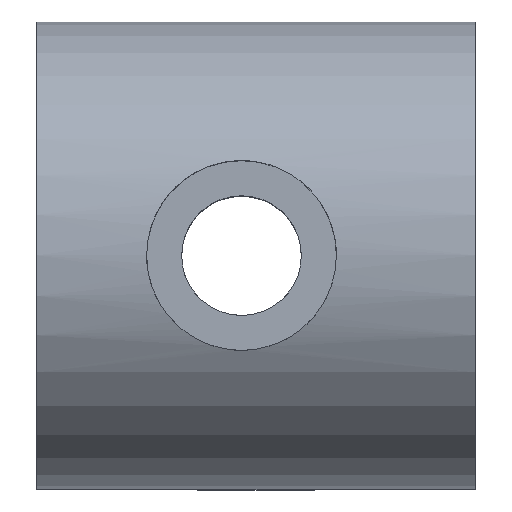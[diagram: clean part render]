
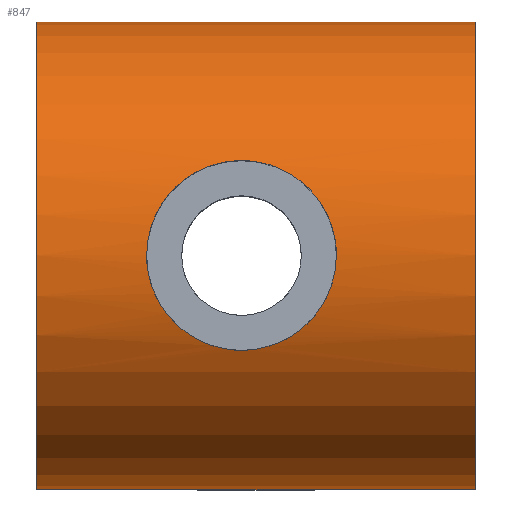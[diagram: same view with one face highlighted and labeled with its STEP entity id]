
A CAD part, top view. The second image highlights one B-rep face of the part: STEP entity #847.
In plain terms, the highlighted cylindrical face has radius 0.5 mm (diameter 1 mm), a partial arc.
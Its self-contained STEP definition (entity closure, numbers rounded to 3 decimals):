
#310=CARTESIAN_POINT('',(0.203,0.0,1.0));
#311=VERTEX_POINT('',#310);
#320=CARTESIAN_POINT('',(-0.203,0.0,1.0));
#321=VERTEX_POINT('',#320);
#322=CARTESIAN_POINT('',(-0.203,0.0,1.0));
#323=CARTESIAN_POINT('',(-0.203,0.026,1.0));
#324=CARTESIAN_POINT('',(-0.198,0.053,0.998));
#325=CARTESIAN_POINT('',(-0.177,0.103,0.99));
#326=CARTESIAN_POINT('',(-0.161,0.126,0.984));
#327=CARTESIAN_POINT('',(-0.126,0.161,0.974));
#328=CARTESIAN_POINT('',(-0.103,0.177,0.968));
#329=CARTESIAN_POINT('',(-0.053,0.198,0.959));
#330=CARTESIAN_POINT('',(-0.026,0.203,0.957));
#331=CARTESIAN_POINT('',(0.0,0.203,0.957));
#332=CARTESIAN_POINT('',(0.026,0.203,0.957));
#333=CARTESIAN_POINT('',(0.053,0.198,0.959));
#334=CARTESIAN_POINT('',(0.103,0.177,0.968));
#335=CARTESIAN_POINT('',(0.126,0.161,0.974));
#336=CARTESIAN_POINT('',(0.161,0.126,0.984));
#337=CARTESIAN_POINT('',(0.177,0.103,0.99));
#338=CARTESIAN_POINT('',(0.198,0.053,0.998));
#339=CARTESIAN_POINT('',(0.203,0.026,1.0));
#340=CARTESIAN_POINT('',(0.203,0.0,1.0));
#341=B_SPLINE_CURVE_WITH_KNOTS('',3,(#322,#323,#324,#325,#326,#327,#328,#329,#330,#331,#332,#333,#334,#335,#336,#337,#338,#339,#340),.UNSPECIFIED.,.F.,.U.,(4,2,2,2,3,2,2,2,4),(0.929,1.007,1.084,1.162,1.239,1.317,1.394,1.472,1.549),.UNSPECIFIED.);
#342=EDGE_CURVE('',#321,#311,#341,.T.);
#396=CARTESIAN_POINT('',(0.203,0.0,1.0));
#397=CARTESIAN_POINT('',(0.203,-0.026,1.0));
#398=CARTESIAN_POINT('',(0.198,-0.053,0.998));
#399=CARTESIAN_POINT('',(0.177,-0.103,0.99));
#400=CARTESIAN_POINT('',(0.161,-0.126,0.984));
#401=CARTESIAN_POINT('',(0.126,-0.161,0.974));
#402=CARTESIAN_POINT('',(0.103,-0.177,0.968));
#403=CARTESIAN_POINT('',(0.053,-0.198,0.959));
#404=CARTESIAN_POINT('',(0.026,-0.203,0.957));
#405=CARTESIAN_POINT('',(-0.026,-0.203,0.957));
#406=CARTESIAN_POINT('',(-0.053,-0.198,0.959));
#407=CARTESIAN_POINT('',(-0.103,-0.177,0.968));
#408=CARTESIAN_POINT('',(-0.126,-0.161,0.974));
#409=CARTESIAN_POINT('',(-0.161,-0.126,0.984));
#410=CARTESIAN_POINT('',(-0.177,-0.103,0.99));
#411=CARTESIAN_POINT('',(-0.198,-0.053,0.998));
#412=CARTESIAN_POINT('',(-0.203,-0.026,1.0));
#413=CARTESIAN_POINT('',(-0.203,0.0,1.0));
#414=B_SPLINE_CURVE_WITH_KNOTS('',3,(#396,#397,#398,#399,#400,#401,#402,#403,#404,#405,#406,#407,#408,#409,#410,#411,#412,#413),.UNSPECIFIED.,.F.,.U.,(4,2,2,2,2,2,2,2,4),(0.31,0.387,0.465,0.542,0.62,0.697,0.775,0.852,0.929),.UNSPECIFIED.);
#415=EDGE_CURVE('',#311,#321,#414,.T.);
#802=CARTESIAN_POINT('',(-0.438,0.0,0.5));
#803=DIRECTION('',(1.0,0.0,0.));
#804=DIRECTION('',(0.,0.707,0.707));
#805=AXIS2_PLACEMENT_3D('',#802,#803,#804);
#806=CYLINDRICAL_SURFACE('',#805,0.5);
#807=CARTESIAN_POINT('',(0.5,-0.5,0.5));
#808=VERTEX_POINT('',#807);
#809=CARTESIAN_POINT('',(0.5,0.5,0.5));
#810=VERTEX_POINT('',#809);
#811=CARTESIAN_POINT('',(0.5,0.0,0.5));
#812=DIRECTION('',(-1.0,0.,0.));
#813=DIRECTION('',(0.,0.707,0.707));
#814=AXIS2_PLACEMENT_3D('',#811,#812,#813);
#815=CIRCLE('',#814,0.5);
#816=EDGE_CURVE('',#808,#810,#815,.T.);
#817=ORIENTED_EDGE('',*,*,#816,.T.);
#818=CARTESIAN_POINT('',(-0.438,0.5,0.5));
#819=VERTEX_POINT('',#818);
#820=CARTESIAN_POINT('',(-0.438,0.5,0.5));
#821=DIRECTION('',(1.0,0.0,0.0));
#822=VECTOR('',#821,0.938);
#823=LINE('',#820,#822);
#824=EDGE_CURVE('',#819,#810,#823,.T.);
#825=ORIENTED_EDGE('',*,*,#824,.F.);
#826=CARTESIAN_POINT('',(-0.438,-0.5,0.5));
#827=VERTEX_POINT('',#826);
#828=CARTESIAN_POINT('',(-0.438,0.0,0.5));
#829=DIRECTION('',(1.0,0.,0.));
#830=DIRECTION('',(0.,0.707,0.707));
#831=AXIS2_PLACEMENT_3D('',#828,#829,#830);
#832=CIRCLE('',#831,0.5);
#833=EDGE_CURVE('',#819,#827,#832,.T.);
#834=ORIENTED_EDGE('',*,*,#833,.T.);
#835=CARTESIAN_POINT('',(-0.438,-0.5,0.5));
#836=DIRECTION('',(1.0,0.0,0.0));
#837=VECTOR('',#836,0.938);
#838=LINE('',#835,#837);
#839=EDGE_CURVE('',#827,#808,#838,.T.);
#840=ORIENTED_EDGE('',*,*,#839,.T.);
#841=EDGE_LOOP('',(#817,#825,#834,#840));
#842=FACE_OUTER_BOUND('',#841,.T.);
#843=ORIENTED_EDGE('',*,*,#415,.T.);
#844=ORIENTED_EDGE('',*,*,#342,.T.);
#845=EDGE_LOOP('',(#843,#844));
#846=FACE_BOUND('',#845,.T.);
#847=ADVANCED_FACE('',(#842,#846),#806,.T.);
